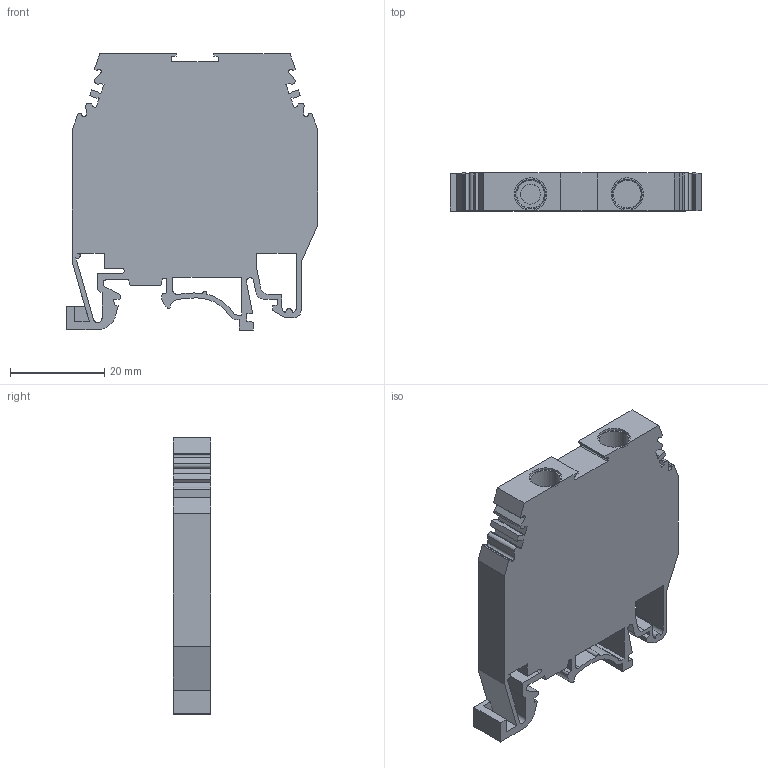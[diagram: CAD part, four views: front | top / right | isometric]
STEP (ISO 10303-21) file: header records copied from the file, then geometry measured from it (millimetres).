
FILE_DESCRIPTION(/* description */ ('Unknown'),/* implementation_level */ '2;1');
FILE_NAME(/* name */ '6KULT6H',/* time_stamp */ '2016-10-08T12:53:52+05:00',/* author */ ('Unknown'),/* organization */ ('Unknown'),/* preprocessor_version */ 'ST-DEVELOPER v16',/* originating_system */ 'DEX',/* authorisation */ $);
FILE_SCHEMA (('AUTOMOTIVE_DESIGN {1 0 10303 214 3 1 1}'));
Length unit declared in the file: millimetre
Products named in the file (1): 6KULT6H
Bounding box: 53.25 x 8 x 58.55 mm (x, y, z)
Volume: 17954.5 mm3; surface area: 8828.8 mm2
Topology: 1 solids, 1 shells, 171 faces, 488 edges, 324 vertices
Faces by surface type: plane 113, cylinder 56, torus 2
Full cylindrical faces by diameter (mm): 6.3 x4, 6.9 x2
Entity records: 5564 total; most frequent: CARTESIAN_POINT 976, ORIENTED_EDGE 960, DIRECTION 936, EDGE_CURVE 480, LINE 368, VECTOR 368, VERTEX_POINT 324, AXIS2_PLACEMENT_3D 284
